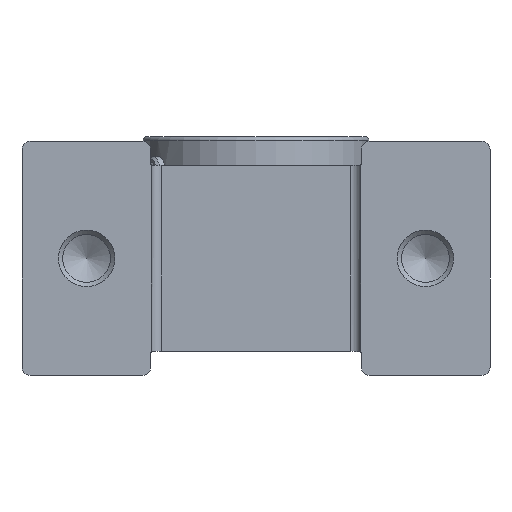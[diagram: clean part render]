
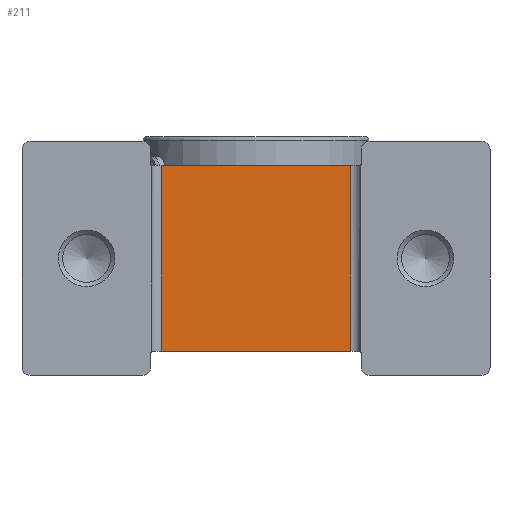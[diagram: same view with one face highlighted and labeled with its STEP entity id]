
A CAD part, front view. The second image highlights one B-rep face of the part: STEP entity #211.
In plain terms, the highlighted planar face has unit normal (0, -1, 0).
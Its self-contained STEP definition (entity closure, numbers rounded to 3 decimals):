
#211 = ADVANCED_FACE( '', ( #342 ), #343, .T. );
#342 = FACE_OUTER_BOUND( '', #649, .T. );
#343 = PLANE( '', #650 );
#649 = EDGE_LOOP( '', ( #975, #976, #977, #978 ) );
#650 = AXIS2_PLACEMENT_3D( '', #979, #980, #981 );
#975 = ORIENTED_EDGE( '', *, *, #1761, .F. );
#976 = ORIENTED_EDGE( '', *, *, #1762, .F. );
#977 = ORIENTED_EDGE( '', *, *, #1757, .T. );
#978 = ORIENTED_EDGE( '', *, *, #1763, .F. );
#979 = CARTESIAN_POINT( '', ( 23.524, 2.46, 58. ) );
#980 = DIRECTION( '', ( 0., -1., 0. ) );
#981 = DIRECTION( '', ( 0., 0., -1. ) );
#1757 = EDGE_CURVE( '', #1995, #1996, #1997, .T. );
#1761 = EDGE_CURVE( '', #2003, #2004, #2005, .T. );
#1762 = EDGE_CURVE( '', #1995, #2003, #2006, .T. );
#1763 = EDGE_CURVE( '', #2004, #1996, #2007, .T. );
#1995 = VERTEX_POINT( '', #2503 );
#1996 = VERTEX_POINT( '', #2504 );
#1997 = LINE( '', #2505, #2506 );
#2003 = VERTEX_POINT( '', #2513 );
#2004 = VERTEX_POINT( '', #2514 );
#2005 = LINE( '', #2515, #2516 );
#2006 = LINE( '', #2517, #2518 );
#2007 = LINE( '', #2519, #2520 );
#2503 = CARTESIAN_POINT( '', ( -23.524, 2.46, 23.034 ) );
#2504 = CARTESIAN_POINT( '', ( -23.524, 2.46, -23.034 ) );
#2505 = CARTESIAN_POINT( '', ( -23.524, 2.46, 58. ) );
#2506 = VECTOR( '', #3382, 1000. );
#2513 = CARTESIAN_POINT( '', ( 23.524, 2.46, 23.034 ) );
#2514 = CARTESIAN_POINT( '', ( 23.524, 2.46, -23.034 ) );
#2515 = CARTESIAN_POINT( '', ( 23.524, 2.46, 58. ) );
#2516 = VECTOR( '', #3390, 1000. );
#2517 = CARTESIAN_POINT( '', ( 58., 2.46, 23.034 ) );
#2518 = VECTOR( '', #3391, 1000. );
#2519 = CARTESIAN_POINT( '', ( 58., 2.46, -23.034 ) );
#2520 = VECTOR( '', #3392, 1000. );
#3382 = DIRECTION( '', ( 0., 0., -1. ) );
#3390 = DIRECTION( '', ( 0., 0., -1. ) );
#3391 = DIRECTION( '', ( 1., 0., 0. ) );
#3392 = DIRECTION( '', ( -1., 0., 0. ) );
